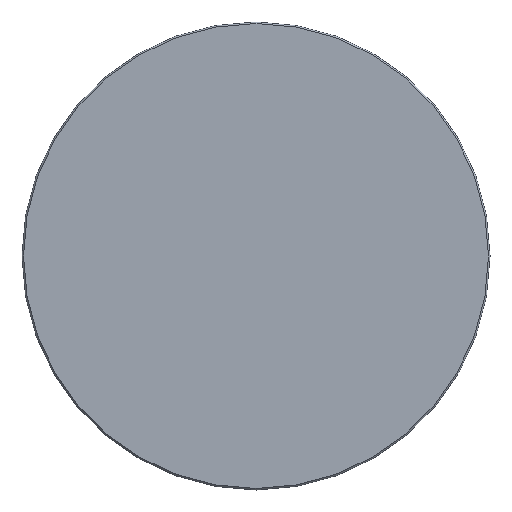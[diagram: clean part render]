
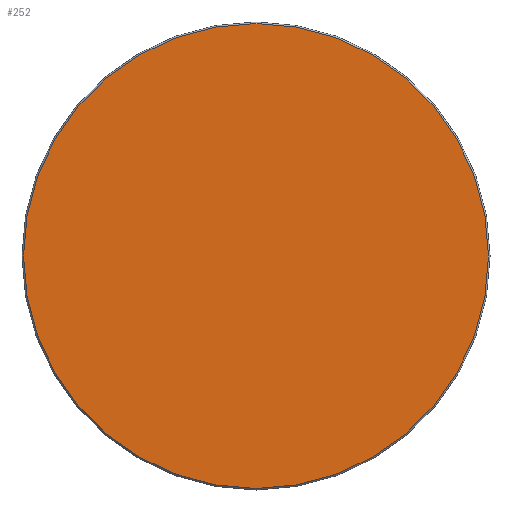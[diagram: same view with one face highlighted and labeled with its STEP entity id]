
A CAD part, front view. The second image highlights one B-rep face of the part: STEP entity #252.
In plain terms, the highlighted planar face has unit normal (0, -1, 0).
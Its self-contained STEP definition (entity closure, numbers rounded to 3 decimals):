
#8 = CIRCLE ( 'NONE', #61, 30.3 ) ;
#49 = DIRECTION ( 'NONE',  ( -1., 0., 0. ) ) ;
#61 = AXIS2_PLACEMENT_3D ( 'NONE', #69, #147, #49 ) ;
#69 = CARTESIAN_POINT ( 'NONE',  ( 0., 0., 0. ) ) ;
#76 = DIRECTION ( 'NONE',  ( 1., 0., 0. ) ) ;
#94 = ORIENTED_EDGE ( 'NONE', *, *, #100, .F. ) ;
#95 = CARTESIAN_POINT ( 'NONE',  ( 0., 0., 0. ) ) ;
#100 = EDGE_CURVE ( 'NONE', #254, #184, #8, .T. ) ;
#108 = AXIS2_PLACEMENT_3D ( 'NONE', #243, #219, #134 ) ;
#113 = ORIENTED_EDGE ( 'NONE', *, *, #166, .F. ) ;
#122 = FACE_OUTER_BOUND ( 'NONE', #262, .T. ) ;
#134 = DIRECTION ( 'NONE',  ( -1., 0., 0. ) ) ;
#135 = CIRCLE ( 'NONE', #108, 30.3 ) ;
#147 = DIRECTION ( 'NONE',  ( 0., 1., 0. ) ) ;
#158 = CARTESIAN_POINT ( 'NONE',  ( 30.3, 0., 0. ) ) ;
#161 = DIRECTION ( 'NONE',  ( 0., -1., 0. ) ) ;
#166 = EDGE_CURVE ( 'NONE', #184, #254, #135, .T. ) ;
#176 = PLANE ( 'NONE',  #253 ) ;
#184 = VERTEX_POINT ( 'NONE', #158 ) ;
#219 = DIRECTION ( 'NONE',  ( 0., 1., 0. ) ) ;
#243 = CARTESIAN_POINT ( 'NONE',  ( 0., 0., 0. ) ) ;
#252 = ADVANCED_FACE ( 'NONE', ( #122 ), #176, .T. ) ;
#253 = AXIS2_PLACEMENT_3D ( 'NONE', #95, #161, #76 ) ;
#254 = VERTEX_POINT ( 'NONE', #273 ) ;
#262 = EDGE_LOOP ( 'NONE', ( #94, #113 ) ) ;
#273 = CARTESIAN_POINT ( 'NONE',  ( -30.3, 0., 0. ) ) ;
